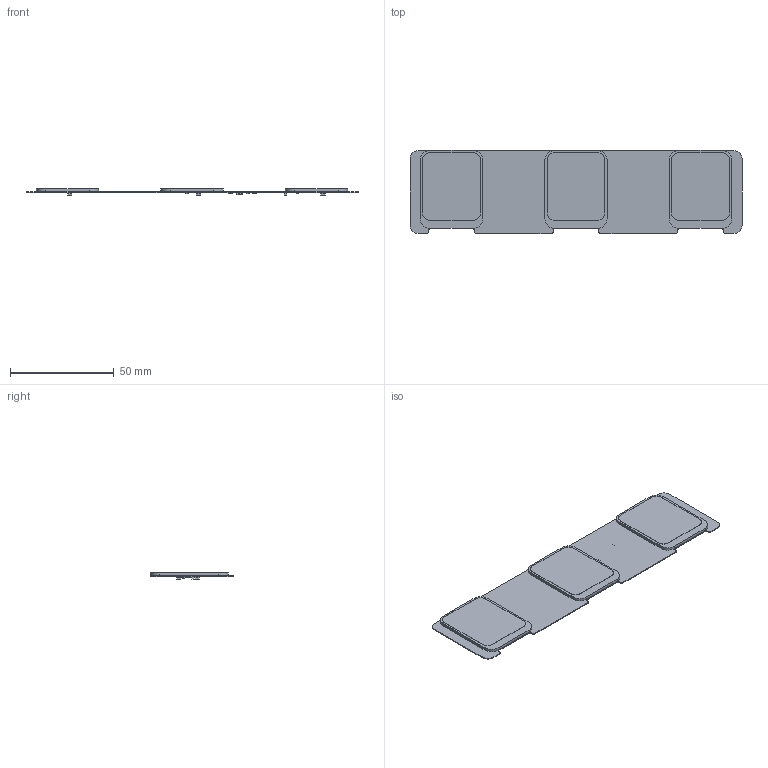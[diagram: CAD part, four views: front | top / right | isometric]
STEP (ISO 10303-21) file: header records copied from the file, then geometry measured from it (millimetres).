
FILE_DESCRIPTION(('Open CASCADE Model'),'2;1');
FILE_NAME('Open CASCADE Shape Model','2023-02-28T10:17:55',('Author'),( 'Open CASCADE'),'Open CASCADE STEP processor 6.8','Open CASCADE 6.8' ,'Unknown');
FILE_SCHEMA(('AUTOMOTIVE_DESIGN { 1 0 10303 214 1 1 1 1 }'));
Length unit declared in the file: millimetre
Products named in the file (1): PCB
Bounding box: 160 x 40 x 3.11 mm (x, y, z)
Volume: 2566.7 mm3; surface area: 19957.2 mm2
Topology: 8 solids, 298 shells, 402 faces, 1646 edges, 1510 vertices
Faces by surface type: plane 204, cylinder 158, sphere 40
Full cylindrical faces by diameter (mm): 1 x6
Entity records: 19451 total; most frequent: CARTESIAN_POINT 3519, DIRECTION 2976, ORIENTED_EDGE 1882, EDGE_CURVE 1606, VERTEX_POINT 1510, LINE 1042, VECTOR 1042, AXIS2_PLACEMENT_3D 967
